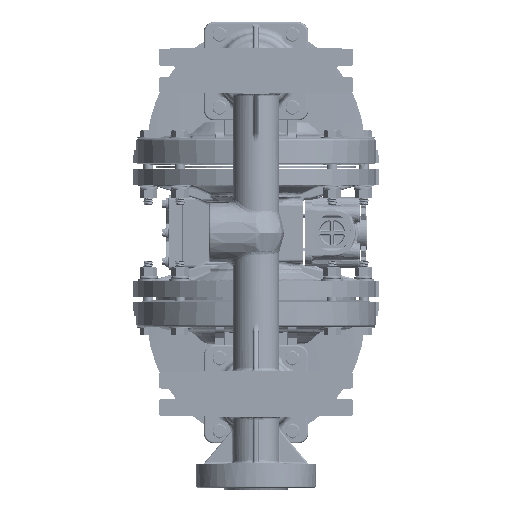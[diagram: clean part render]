
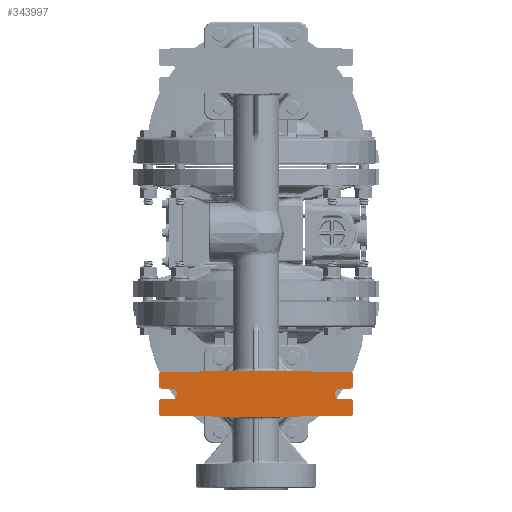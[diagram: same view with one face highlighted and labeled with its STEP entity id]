
A CAD part, front view. The second image highlights one B-rep face of the part: STEP entity #343997.
In plain terms, the highlighted planar face has unit normal (0, -1, 0).
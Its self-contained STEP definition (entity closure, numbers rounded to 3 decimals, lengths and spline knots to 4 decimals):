
#313738=CARTESIAN_POINT('',(-3.51,-8.25,-5.2456));
#313739=DIRECTION('',(0.,-1.,0.));
#313740=DIRECTION('',(-0.009,0.,1.));
#313741=AXIS2_PLACEMENT_3D('',#313738,#313739,#313740);
#313747=DIRECTION('',(0.,0.,-1.));
#313748=VECTOR('',#313747,0.4394);
#313749=CARTESIAN_POINT('',(3.6,-8.25,-5.2456));
#313750=LINE('',#313749,#313748);
#313751=DIRECTION('',(-1.,0.,0.));
#313752=VECTOR('',#313751,0.385);
#313753=CARTESIAN_POINT('',(3.51,-8.25,-5.775));
#313754=LINE('',#313753,#313752);
#313755=CARTESIAN_POINT('',(3.125,-8.25,-5.975));
#313756=DIRECTION('',(0.,-1.,0.));
#313757=DIRECTION('',(0.,0.,1.));
#313758=AXIS2_PLACEMENT_3D('',#313755,#313756,#313757);
#313760=DIRECTION('',(1.,0.,0.));
#313761=VECTOR('',#313760,0.385);
#313762=CARTESIAN_POINT('',(3.125,-8.25,-6.175));
#313763=LINE('',#313762,#313761);
#313764=DIRECTION('',(0.,0.,-1.));
#313765=VECTOR('',#313764,0.4394);
#313766=CARTESIAN_POINT('',(3.6,-8.25,-6.265));
#313767=LINE('',#313766,#313765);
#313768=DIRECTION('',(-1.,0.,-0.009));
#313769=VECTOR('',#313768,3.5109);
#313770=CARTESIAN_POINT('',(3.5108,-8.25,-6.7944));
#313771=LINE('',#313770,#313769);
#313772=DIRECTION('',(-1.,0.,0.009));
#313773=VECTOR('',#313772,3.5109);
#313774=CARTESIAN_POINT('',(0.,-8.25,-6.825));
#313775=LINE('',#313774,#313773);
#313776=DIRECTION('',(0.,0.,1.));
#313777=VECTOR('',#313776,0.4394);
#313778=CARTESIAN_POINT('',(-3.6,-8.25,-6.7044));
#313779=LINE('',#313778,#313777);
#313780=DIRECTION('',(1.,0.,0.));
#313781=VECTOR('',#313780,0.385);
#313782=CARTESIAN_POINT('',(-3.51,-8.25,-6.175));
#313783=LINE('',#313782,#313781);
#313784=CARTESIAN_POINT('',(-3.125,-8.25,-5.975));
#313785=DIRECTION('',(0.,-1.,0.));
#313786=DIRECTION('',(0.,0.,-1.));
#313787=AXIS2_PLACEMENT_3D('',#313784,#313785,#313786);
#313789=DIRECTION('',(-1.,0.,0.));
#313790=VECTOR('',#313789,0.385);
#313791=CARTESIAN_POINT('',(-3.125,-8.25,-5.775));
#313792=LINE('',#313791,#313790);
#313793=DIRECTION('',(0.,0.,1.));
#313794=VECTOR('',#313793,0.4394);
#313795=CARTESIAN_POINT('',(-3.6,-8.25,-5.685));
#313796=LINE('',#313795,#313794);
#313797=DIRECTION('',(1.,0.,0.009));
#313798=VECTOR('',#313797,3.5109);
#313799=CARTESIAN_POINT('',(-3.5108,-8.25,-5.1556));
#313800=LINE('',#313799,#313798);
#313801=DIRECTION('',(1.,0.,-0.009));
#313802=VECTOR('',#313801,3.5109);
#313803=CARTESIAN_POINT('',(0.,-8.25,-5.125));
#313804=LINE('',#313803,#313802);
#313814=CARTESIAN_POINT('',(3.51,-8.25,-5.2456));
#313815=DIRECTION('',(0.,-1.,0.));
#313816=DIRECTION('',(1.,0.,0.));
#313817=AXIS2_PLACEMENT_3D('',#313814,#313815,#313816);
#313876=CARTESIAN_POINT('',(3.51,-8.25,-6.7044));
#313877=DIRECTION('',(0.,-1.,0.));
#313878=DIRECTION('',(0.009,0.,-1.));
#313879=AXIS2_PLACEMENT_3D('',#313876,#313877,#313878);
#313894=CARTESIAN_POINT('',(3.51,-8.25,-6.265));
#313895=DIRECTION('',(0.,-1.,0.));
#313896=DIRECTION('',(1.,0.,0.));
#313897=AXIS2_PLACEMENT_3D('',#313894,#313895,#313896);
#313933=CARTESIAN_POINT('',(3.51,-8.25,-5.685));
#313934=DIRECTION('',(0.,-1.,0.));
#313935=DIRECTION('',(0.,0.,-1.));
#313936=AXIS2_PLACEMENT_3D('',#313933,#313934,#313935);
#314218=CARTESIAN_POINT('',(-3.51,-8.25,-6.7044));
#314219=DIRECTION('',(0.,-1.,0.));
#314220=DIRECTION('',(-1.,0.,0.));
#314221=AXIS2_PLACEMENT_3D('',#314218,#314219,#314220);
#314280=CARTESIAN_POINT('',(-3.51,-8.25,-5.685));
#314281=DIRECTION('',(0.,-1.,0.));
#314282=DIRECTION('',(-1.,0.,0.));
#314283=AXIS2_PLACEMENT_3D('',#314280,#314281,#314282);
#314319=CARTESIAN_POINT('',(-3.51,-8.25,-6.265));
#314320=DIRECTION('',(0.,-1.,0.));
#314321=DIRECTION('',(0.,0.,1.));
#314322=AXIS2_PLACEMENT_3D('',#314319,#314320,#314321);
#319779=CARTESIAN_POINT('',(-3.125,-8.25,-6.175));
#319780=CARTESIAN_POINT('',(-3.125,-8.25,-5.775));
#319781=VERTEX_POINT('',#319779);
#319782=VERTEX_POINT('',#319780);
#319783=CARTESIAN_POINT('',(3.125,-8.25,-5.775));
#319784=CARTESIAN_POINT('',(3.125,-8.25,-6.175));
#319785=VERTEX_POINT('',#319783);
#319786=VERTEX_POINT('',#319784);
#321113=CARTESIAN_POINT('',(3.6,-8.25,-5.2456));
#321114=CARTESIAN_POINT('',(3.5108,-8.25,-5.1556));
#321115=VERTEX_POINT('',#321113);
#321116=VERTEX_POINT('',#321114);
#321117=CARTESIAN_POINT('',(3.51,-8.25,-5.775));
#321118=CARTESIAN_POINT('',(3.6,-8.25,-5.685));
#321119=VERTEX_POINT('',#321117);
#321120=VERTEX_POINT('',#321118);
#321121=CARTESIAN_POINT('',(3.6,-8.25,-6.265));
#321122=CARTESIAN_POINT('',(3.51,-8.25,-6.175));
#321123=VERTEX_POINT('',#321121);
#321124=VERTEX_POINT('',#321122);
#321125=CARTESIAN_POINT('',(3.5108,-8.25,-6.7944));
#321126=CARTESIAN_POINT('',(3.6,-8.25,-6.7044));
#321127=VERTEX_POINT('',#321125);
#321128=VERTEX_POINT('',#321126);
#321129=CARTESIAN_POINT('',(-3.6,-8.25,-6.7044));
#321130=CARTESIAN_POINT('',(-3.5108,-8.25,-6.7944));
#321131=VERTEX_POINT('',#321129);
#321132=VERTEX_POINT('',#321130);
#321133=CARTESIAN_POINT('',(-3.51,-8.25,-6.175));
#321134=CARTESIAN_POINT('',(-3.6,-8.25,-6.265));
#321135=VERTEX_POINT('',#321133);
#321136=VERTEX_POINT('',#321134);
#321137=CARTESIAN_POINT('',(-3.6,-8.25,-5.685));
#321138=CARTESIAN_POINT('',(-3.51,-8.25,-5.775));
#321139=VERTEX_POINT('',#321137);
#321140=VERTEX_POINT('',#321138);
#321141=CARTESIAN_POINT('',(-3.5108,-8.25,-5.1556));
#321142=CARTESIAN_POINT('',(-3.6,-8.25,-5.2456));
#321143=VERTEX_POINT('',#321141);
#321144=VERTEX_POINT('',#321142);
#321145=CARTESIAN_POINT('',(0.,-8.25,-6.825));
#321146=VERTEX_POINT('',#321145);
#321147=CARTESIAN_POINT('',(0.,-8.25,-5.125));
#321148=VERTEX_POINT('',#321147);
#343950=CARTESIAN_POINT('',(0.,-8.25,0.));
#343951=DIRECTION('',(0.,1.,0.));
#343952=DIRECTION('',(0.,0.,1.));
#343953=AXIS2_PLACEMENT_3D('',#343950,#343951,#343952);
#343954=PLANE('',#343953);
#343956=ORIENTED_EDGE('',*,*,#343955,.F.);
#343958=ORIENTED_EDGE('',*,*,#343957,.T.);
#343960=ORIENTED_EDGE('',*,*,#343959,.F.);
#343962=ORIENTED_EDGE('',*,*,#343961,.T.);
#343964=ORIENTED_EDGE('',*,*,#343963,.T.);
#343966=ORIENTED_EDGE('',*,*,#343965,.T.);
#343968=ORIENTED_EDGE('',*,*,#343967,.F.);
#343970=ORIENTED_EDGE('',*,*,#343969,.T.);
#343972=ORIENTED_EDGE('',*,*,#343971,.F.);
#343973=ORIENTED_EDGE('',*,*,#343283,.T.);
#343974=ORIENTED_EDGE('',*,*,#341272,.T.);
#343976=ORIENTED_EDGE('',*,*,#343975,.F.);
#343978=ORIENTED_EDGE('',*,*,#343977,.T.);
#343980=ORIENTED_EDGE('',*,*,#343979,.F.);
#343982=ORIENTED_EDGE('',*,*,#343981,.T.);
#343984=ORIENTED_EDGE('',*,*,#343983,.T.);
#343986=ORIENTED_EDGE('',*,*,#343985,.T.);
#343988=ORIENTED_EDGE('',*,*,#343987,.F.);
#343990=ORIENTED_EDGE('',*,*,#343989,.T.);
#343991=ORIENTED_EDGE('',*,*,#343943,.F.);
#343992=ORIENTED_EDGE('',*,*,#343828,.T.);
#343994=ORIENTED_EDGE('',*,*,#343993,.T.);
#343995=EDGE_LOOP('',(#343956,#343958,#343960,#343962,#343964,#343966,#343968,
#343970,#343972,#343973,#343974,#343976,#343978,#343980,#343982,#343984,#343986,
#343988,#343990,#343991,#343992,#343994));
#343996=FACE_OUTER_BOUND('',#343995,.F.);
#343997=ADVANCED_FACE('',(#343996),#343954,.F.);
#313742=CIRCLE('',#313741,0.09);
#313759=CIRCLE('',#313758,0.2);
#313788=CIRCLE('',#313787,0.2);
#313818=CIRCLE('',#313817,0.09);
#313880=CIRCLE('',#313879,0.09);
#313898=CIRCLE('',#313897,0.09);
#313937=CIRCLE('',#313936,0.09);
#314222=CIRCLE('',#314221,0.09);
#314284=CIRCLE('',#314283,0.09);
#314323=CIRCLE('',#314322,0.09);
#341272=EDGE_CURVE('',#321146,#321132,#313775,.T.);
#343283=EDGE_CURVE('',#321127,#321146,#313771,.T.);
#343828=EDGE_CURVE('',#321143,#321148,#313800,.T.);
#343943=EDGE_CURVE('',#321143,#321144,#313742,.T.);
#343955=EDGE_CURVE('',#321115,#321116,#313818,.T.);
#343957=EDGE_CURVE('',#321115,#321120,#313750,.T.);
#343959=EDGE_CURVE('',#321119,#321120,#313937,.T.);
#343961=EDGE_CURVE('',#321119,#319785,#313754,.T.);
#343963=EDGE_CURVE('',#319785,#319786,#313759,.T.);
#343965=EDGE_CURVE('',#319786,#321124,#313763,.T.);
#343967=EDGE_CURVE('',#321123,#321124,#313898,.T.);
#343969=EDGE_CURVE('',#321123,#321128,#313767,.T.);
#343971=EDGE_CURVE('',#321127,#321128,#313880,.T.);
#343975=EDGE_CURVE('',#321131,#321132,#314222,.T.);
#343977=EDGE_CURVE('',#321131,#321136,#313779,.T.);
#343979=EDGE_CURVE('',#321135,#321136,#314323,.T.);
#343981=EDGE_CURVE('',#321135,#319781,#313783,.T.);
#343983=EDGE_CURVE('',#319781,#319782,#313788,.T.);
#343985=EDGE_CURVE('',#319782,#321140,#313792,.T.);
#343987=EDGE_CURVE('',#321139,#321140,#314284,.T.);
#343989=EDGE_CURVE('',#321139,#321144,#313796,.T.);
#343993=EDGE_CURVE('',#321148,#321116,#313804,.T.);
